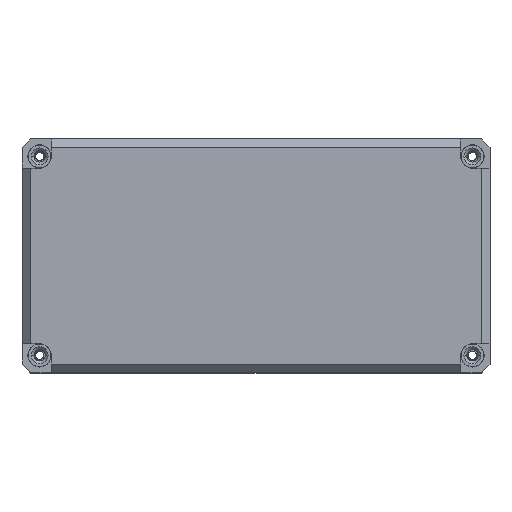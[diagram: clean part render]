
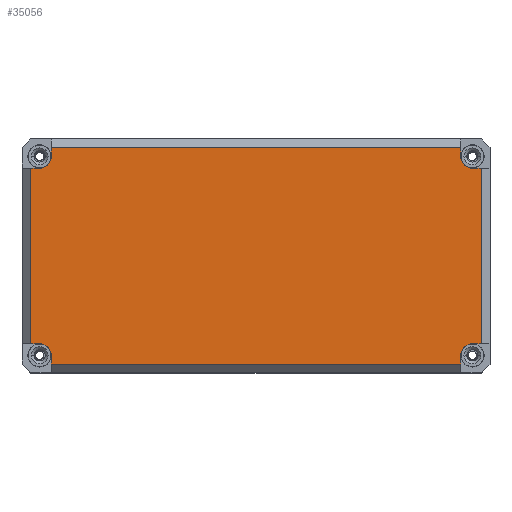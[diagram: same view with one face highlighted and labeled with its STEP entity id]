
A CAD part, top view. The second image highlights one B-rep face of the part: STEP entity #35056.
In plain terms, the highlighted planar face has unit normal (0, 0, 1).
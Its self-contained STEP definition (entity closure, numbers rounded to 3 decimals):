
#30056=DIRECTION('',(0.,1.,0.));
#30057=VECTOR('',#30056,59.948);
#30058=CARTESIAN_POINT('',(77.,-29.974,15.));
#30059=LINE('',#30058,#30057);
#30064=DIRECTION('',(0.,1.,0.));
#30065=VECTOR('',#30064,3.);
#30066=CARTESIAN_POINT('',(-69.974,-37.,15.));
#30067=LINE('',#30066,#30065);
#30068=CARTESIAN_POINT('',(-74.,-34.,15.));
#30069=DIRECTION('',(0.,0.,1.));
#30070=DIRECTION('',(1.,0.,0.));
#30071=AXIS2_PLACEMENT_3D('',#30068,#30069,#30070);
#30073=DIRECTION('',(1.,0.,0.));
#30074=VECTOR('',#30073,3.);
#30075=CARTESIAN_POINT('',(-77.,-29.974,15.));
#30076=LINE('',#30075,#30074);
#30077=DIRECTION('',(1.,0.,0.));
#30078=VECTOR('',#30077,3.);
#30079=CARTESIAN_POINT('',(-77.,29.974,15.));
#30080=LINE('',#30079,#30078);
#30081=CARTESIAN_POINT('',(-74.,34.,15.));
#30082=DIRECTION('',(0.,0.,1.));
#30083=DIRECTION('',(0.,-1.,0.));
#30084=AXIS2_PLACEMENT_3D('',#30081,#30082,#30083);
#30086=DIRECTION('',(0.,-1.,0.));
#30087=VECTOR('',#30086,3.);
#30088=CARTESIAN_POINT('',(-69.974,37.,15.));
#30089=LINE('',#30088,#30087);
#30090=DIRECTION('',(1.,0.,0.));
#30091=VECTOR('',#30090,139.948);
#30092=CARTESIAN_POINT('',(-69.974,37.,15.));
#30093=LINE('',#30092,#30091);
#30094=DIRECTION('',(0.,-1.,0.));
#30095=VECTOR('',#30094,3.);
#30096=CARTESIAN_POINT('',(69.974,37.,15.));
#30097=LINE('',#30096,#30095);
#30098=CARTESIAN_POINT('',(74.,34.,15.));
#30099=DIRECTION('',(0.,0.,1.));
#30100=DIRECTION('',(-1.,0.,0.));
#30101=AXIS2_PLACEMENT_3D('',#30098,#30099,#30100);
#30103=DIRECTION('',(-1.,0.,0.));
#30104=VECTOR('',#30103,3.);
#30105=CARTESIAN_POINT('',(77.,29.974,15.));
#30106=LINE('',#30105,#30104);
#30107=DIRECTION('',(-1.,0.,0.));
#30108=VECTOR('',#30107,3.);
#30109=CARTESIAN_POINT('',(77.,-29.974,15.));
#30110=LINE('',#30109,#30108);
#30111=CARTESIAN_POINT('',(74.,-34.,15.));
#30112=DIRECTION('',(0.,0.,1.));
#30113=DIRECTION('',(0.,1.,0.));
#30114=AXIS2_PLACEMENT_3D('',#30111,#30112,#30113);
#30116=DIRECTION('',(0.,1.,0.));
#30117=VECTOR('',#30116,3.);
#30118=CARTESIAN_POINT('',(69.974,-37.,15.));
#30119=LINE('',#30118,#30117);
#30124=DIRECTION('',(1.,0.,0.));
#30125=VECTOR('',#30124,139.948);
#30126=CARTESIAN_POINT('',(-69.974,-37.,15.));
#30127=LINE('',#30126,#30125);
#30174=DIRECTION('',(0.,-1.,0.));
#30175=VECTOR('',#30174,59.948);
#30176=CARTESIAN_POINT('',(-77.,29.974,15.));
#30177=LINE('',#30176,#30175);
#33412=CARTESIAN_POINT('',(69.974,37.,15.));
#33413=CARTESIAN_POINT('',(69.974,34.,15.));
#33414=VERTEX_POINT('',#33412);
#33415=VERTEX_POINT('',#33413);
#33416=CARTESIAN_POINT('',(74.,29.974,15.));
#33417=VERTEX_POINT('',#33416);
#33418=CARTESIAN_POINT('',(77.,29.974,15.));
#33419=VERTEX_POINT('',#33418);
#33420=CARTESIAN_POINT('',(-74.,29.974,15.));
#33421=CARTESIAN_POINT('',(-69.974,34.,15.));
#33422=VERTEX_POINT('',#33420);
#33423=VERTEX_POINT('',#33421);
#33424=CARTESIAN_POINT('',(-69.974,37.,15.));
#33425=VERTEX_POINT('',#33424);
#33426=CARTESIAN_POINT('',(-77.,29.974,15.));
#33427=VERTEX_POINT('',#33426);
#33428=CARTESIAN_POINT('',(77.,-29.974,15.));
#33429=CARTESIAN_POINT('',(74.,-29.974,15.));
#33430=VERTEX_POINT('',#33428);
#33431=VERTEX_POINT('',#33429);
#33432=CARTESIAN_POINT('',(69.974,-34.,15.));
#33433=VERTEX_POINT('',#33432);
#33434=CARTESIAN_POINT('',(69.974,-37.,15.));
#33435=VERTEX_POINT('',#33434);
#33436=CARTESIAN_POINT('',(-77.,-29.974,15.));
#33437=CARTESIAN_POINT('',(-74.,-29.974,15.));
#33438=VERTEX_POINT('',#33436);
#33439=VERTEX_POINT('',#33437);
#33440=CARTESIAN_POINT('',(-69.974,-37.,15.));
#33441=CARTESIAN_POINT('',(-69.974,-34.,15.));
#33442=VERTEX_POINT('',#33440);
#33443=VERTEX_POINT('',#33441);
#35023=CARTESIAN_POINT('',(0.,0.,15.));
#35024=DIRECTION('',(0.,0.,1.));
#35025=DIRECTION('',(1.,0.,0.));
#35026=AXIS2_PLACEMENT_3D('',#35023,#35024,#35025);
#35027=PLANE('',#35026);
#35029=ORIENTED_EDGE('',*,*,#35028,.F.);
#35031=ORIENTED_EDGE('',*,*,#35030,.T.);
#35032=ORIENTED_EDGE('',*,*,#34740,.T.);
#35034=ORIENTED_EDGE('',*,*,#35033,.F.);
#35036=ORIENTED_EDGE('',*,*,#35035,.F.);
#35038=ORIENTED_EDGE('',*,*,#35037,.T.);
#35039=ORIENTED_EDGE('',*,*,#34885,.T.);
#35040=ORIENTED_EDGE('',*,*,#34928,.F.);
#35041=ORIENTED_EDGE('',*,*,#34943,.T.);
#35043=ORIENTED_EDGE('',*,*,#35042,.T.);
#35045=ORIENTED_EDGE('',*,*,#35044,.T.);
#35046=ORIENTED_EDGE('',*,*,#35016,.F.);
#35047=ORIENTED_EDGE('',*,*,#35004,.F.);
#35049=ORIENTED_EDGE('',*,*,#35048,.T.);
#35051=ORIENTED_EDGE('',*,*,#35050,.T.);
#35053=ORIENTED_EDGE('',*,*,#35052,.F.);
#35054=EDGE_LOOP('',(#35029,#35031,#35032,#35034,#35036,#35038,#35039,#35040,
#35041,#35043,#35045,#35046,#35047,#35049,#35051,#35053));
#35055=FACE_OUTER_BOUND('',#35054,.F.);
#35056=ADVANCED_FACE('',(#35055),#35027,.T.);
#30072=CIRCLE('',#30071,4.026);
#30085=CIRCLE('',#30084,4.026);
#30102=CIRCLE('',#30101,4.026);
#30115=CIRCLE('',#30114,4.026);
#34740=EDGE_CURVE('',#33443,#33439,#30072,.T.);
#34885=EDGE_CURVE('',#33422,#33423,#30085,.T.);
#34928=EDGE_CURVE('',#33425,#33423,#30089,.T.);
#34943=EDGE_CURVE('',#33425,#33414,#30093,.T.);
#35004=EDGE_CURVE('',#33430,#33419,#30059,.T.);
#35016=EDGE_CURVE('',#33419,#33417,#30106,.T.);
#35028=EDGE_CURVE('',#33442,#33435,#30127,.T.);
#35030=EDGE_CURVE('',#33442,#33443,#30067,.T.);
#35033=EDGE_CURVE('',#33438,#33439,#30076,.T.);
#35035=EDGE_CURVE('',#33427,#33438,#30177,.T.);
#35037=EDGE_CURVE('',#33427,#33422,#30080,.T.);
#35042=EDGE_CURVE('',#33414,#33415,#30097,.T.);
#35044=EDGE_CURVE('',#33415,#33417,#30102,.T.);
#35048=EDGE_CURVE('',#33430,#33431,#30110,.T.);
#35050=EDGE_CURVE('',#33431,#33433,#30115,.T.);
#35052=EDGE_CURVE('',#33435,#33433,#30119,.T.);
